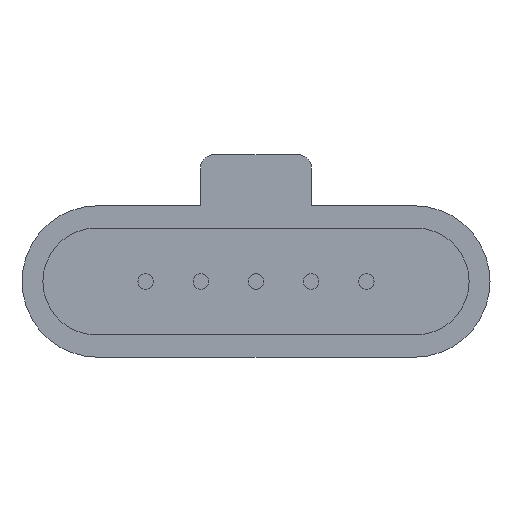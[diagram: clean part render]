
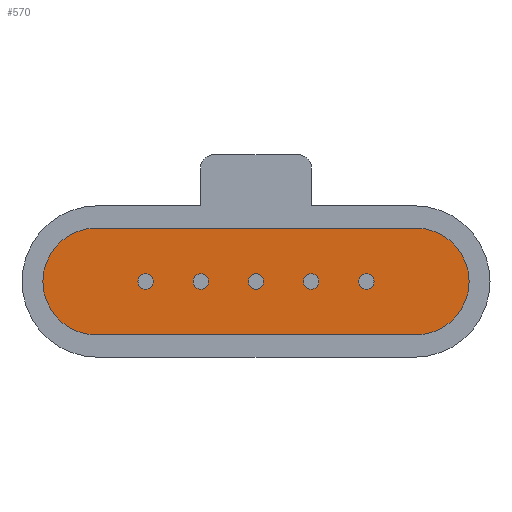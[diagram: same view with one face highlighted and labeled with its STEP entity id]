
A CAD part, front view. The second image highlights one B-rep face of the part: STEP entity #570.
In plain terms, the highlighted planar face has unit normal (0, -1, 0).
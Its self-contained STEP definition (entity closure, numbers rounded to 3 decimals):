
#40=PLANE('',#653);
#88=FACE_OUTER_BOUND('',#136,.T.);
#136=EDGE_LOOP('',(#494,#495,#496,#497));
#181=LINE('',#978,#221);
#185=LINE('',#987,#225);
#221=VECTOR('',#796,10.);
#225=VECTOR('',#806,10.);
#252=CIRCLE('',#649,2.415);
#253=CIRCLE('',#652,2.415);
#298=VERTEX_POINT('',#976);
#299=VERTEX_POINT('',#977);
#300=VERTEX_POINT('',#982);
#301=VERTEX_POINT('',#986);
#361=EDGE_CURVE('',#298,#299,#181,.T.);
#364=EDGE_CURVE('',#300,#299,#252,.T.);
#366=EDGE_CURVE('',#300,#301,#185,.T.);
#368=EDGE_CURVE('',#298,#301,#253,.T.);
#494=ORIENTED_EDGE('',*,*,#368,.F.);
#495=ORIENTED_EDGE('',*,*,#361,.T.);
#496=ORIENTED_EDGE('',*,*,#364,.F.);
#497=ORIENTED_EDGE('',*,*,#366,.T.);
#570=ADVANCED_FACE('',(#88),#40,.F.);
#649=AXIS2_PLACEMENT_3D('',#983,#801,#802);
#652=AXIS2_PLACEMENT_3D('',#990,#810,#811);
#653=AXIS2_PLACEMENT_3D('',#991,#812,#813);
#796=DIRECTION('',(1.,0.,0.));
#801=DIRECTION('center_axis',(0.,1.,0.));
#802=DIRECTION('ref_axis',(1.,0.,0.));
#806=DIRECTION('',(-1.,0.,0.));
#810=DIRECTION('center_axis',(0.,1.,0.));
#811=DIRECTION('ref_axis',(1.,0.,0.));
#812=DIRECTION('center_axis',(0.,1.,0.));
#813=DIRECTION('ref_axis',(1.,0.,0.));
#976=CARTESIAN_POINT('',(-7.24,0.,-2.415));
#977=CARTESIAN_POINT('',(7.24,0.,-2.415));
#978=CARTESIAN_POINT('',(-7.24,0.,-2.415));
#982=CARTESIAN_POINT('',(7.24,0.,2.415));
#983=CARTESIAN_POINT('Origin',(7.24,0.,0.));
#986=CARTESIAN_POINT('',(-7.24,0.,2.415));
#987=CARTESIAN_POINT('',(7.24,0.,2.415));
#990=CARTESIAN_POINT('Origin',(-7.24,0.,0.));
#991=CARTESIAN_POINT('Origin',(0.,0.,0.));
